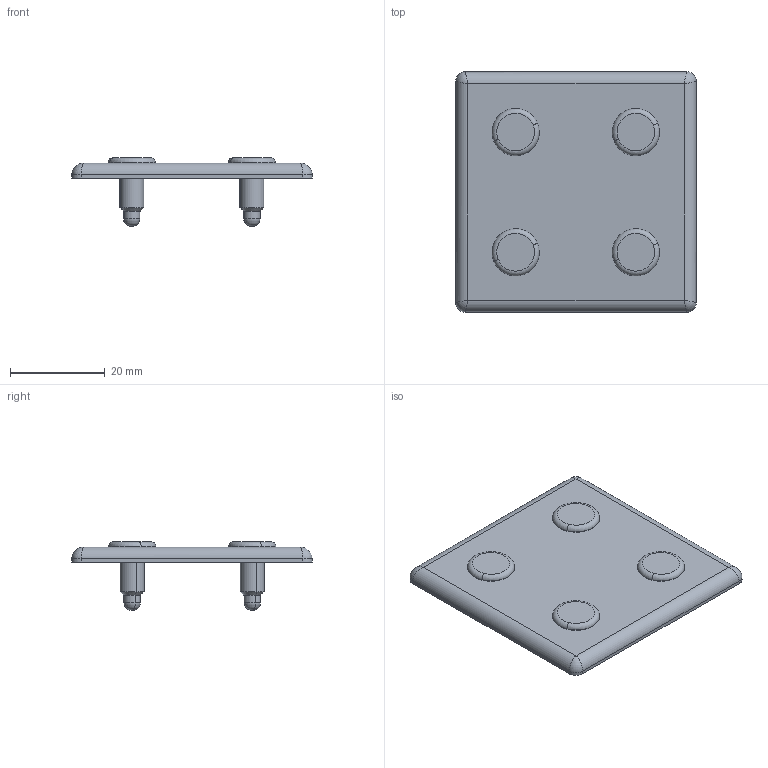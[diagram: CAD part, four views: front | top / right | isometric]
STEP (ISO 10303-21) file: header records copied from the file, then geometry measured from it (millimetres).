
FILE_DESCRIPTION (( 'STEP AP203' ), '1' );
FILE_NAME ('655020.SLDASM.step', '2003-10-13T11:33:40', ( 'Jerry Winters' ), ( 'GoEngineer' ), 'SwSTEP 2.0', 'SolidWorks 2003174', '' );
FILE_SCHEMA (( 'CONFIG_CONTROL_DESIGN' ));
Length unit declared in the file: inch
Products named in the file (3): 655020.SLDASM; TSLOT ENDCAPS_2020_655020; 651084
Assembly tree (5 placements, depth 2):
  655020.SLDASM
    TSLOT ENDCAPS_2020_655020
    651084  x4
Bounding box: 50.8 x 50.8 x 14.43 mm (x, y, z)
Volume: 8476.7 mm3; surface area: 7003 mm2
Topology: 5 solids, 5 shells, 102 faces, 208 edges, 124 vertices
Faces by surface type: cylinder 40, plane 26, cone 16, torus 16, bspline 4
Entity records: 4719 total; most frequent: CARTESIAN_POINT 3339, DIRECTION 228, ORIENTED_EDGE 192, EDGE_CURVE 96, AXIS2_PLACEMENT_3D 95, VERTEX_POINT 58, EDGE_LOOP 56, CIRCLE 46
